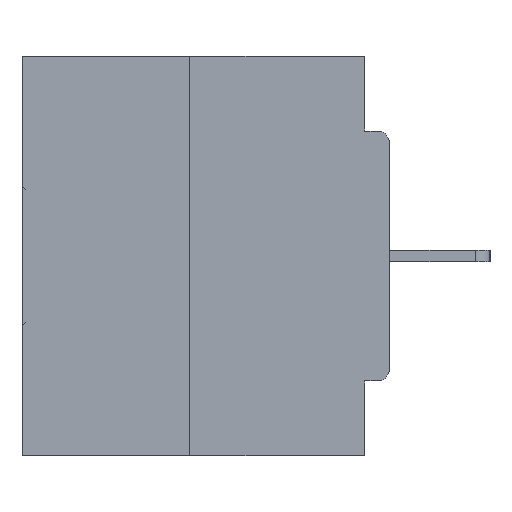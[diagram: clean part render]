
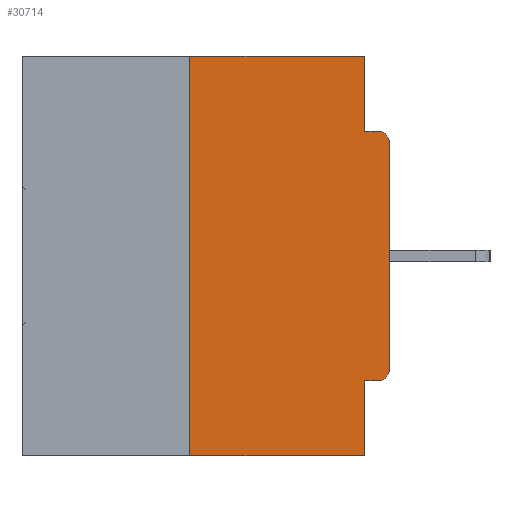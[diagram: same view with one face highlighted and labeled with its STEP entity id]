
A CAD part, left-side view. The second image highlights one B-rep face of the part: STEP entity #30714.
In plain terms, the highlighted planar face has unit normal (-1, 0, 0).
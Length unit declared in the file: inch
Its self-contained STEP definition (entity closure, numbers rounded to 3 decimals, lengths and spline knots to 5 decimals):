
#387 = VECTOR ( 'NONE', #3483, 39.37008 ) ;
#522 = DIRECTION ( 'NONE',  ( 0., 0., -1. ) ) ;
#710 = CARTESIAN_POINT ( 'NONE',  ( 0., 0.031, -0.5 ) ) ;
#968 = DIRECTION ( 'NONE',  ( 0., 1., 0. ) ) ;
#2005 = VERTEX_POINT ( 'NONE', #11717 ) ;
#2066 = DIRECTION ( 'NONE',  ( 0., 0., -1. ) ) ;
#2089 = DIRECTION ( 'NONE',  ( -1., 0., 0. ) ) ;
#2501 = FACE_OUTER_BOUND ( 'NONE', #27213, .T. ) ;
#2786 = AXIS2_PLACEMENT_3D ( 'NONE', #9592, #30026, #522 ) ;
#2874 = ORIENTED_EDGE ( 'NONE', *, *, #34091, .F. ) ;
#2887 = ORIENTED_EDGE ( 'NONE', *, *, #33887, .F. ) ;
#3054 = VECTOR ( 'NONE', #968, 39.37008 ) ;
#3319 = LINE ( 'NONE', #13419, #32554 ) ;
#3483 = DIRECTION ( 'NONE',  ( 0., 0., -1. ) ) ;
#3693 = VERTEX_POINT ( 'NONE', #17321 ) ;
#3904 = CARTESIAN_POINT ( 'NONE',  ( 0., 0.46, 0. ) ) ;
#4030 = LINE ( 'NONE', #17928, #387 ) ;
#4044 = LINE ( 'NONE', #20435, #14534 ) ;
#4649 = CARTESIAN_POINT ( 'NONE',  ( 0., 0.015, -0.3915 ) ) ;
#5719 = DIRECTION ( 'NONE',  ( 0., 0., 1. ) ) ;
#5817 = ORIENTED_EDGE ( 'NONE', *, *, #22947, .F. ) ;
#6267 = VERTEX_POINT ( 'NONE', #15213 ) ;
#7289 = EDGE_CURVE ( 'NONE', #6267, #3693, #11703, .T. ) ;
#7303 = VERTEX_POINT ( 'NONE', #32798 ) ;
#7341 = EDGE_CURVE ( 'NONE', #10859, #2005, #27680, .T. ) ;
#7888 = ORIENTED_EDGE ( 'NONE', *, *, #35667, .T. ) ;
#7931 = VECTOR ( 'NONE', #24266, 39.37008 ) ;
#8052 = AXIS2_PLACEMENT_3D ( 'NONE', #8450, #34407, #2066 ) ;
#8330 = VECTOR ( 'NONE', #5719, 39.37008 ) ;
#8450 = CARTESIAN_POINT ( 'NONE',  ( 0., 0.46, 0. ) ) ;
#8948 = CARTESIAN_POINT ( 'NONE',  ( 0., 0., 0. ) ) ;
#9518 = LINE ( 'NONE', #9955, #9944 ) ;
#9550 = CARTESIAN_POINT ( 'NONE',  ( 0., 0., -0.4065 ) ) ;
#9592 = CARTESIAN_POINT ( 'NONE',  ( 0., 0.015, -0.1085 ) ) ;
#9944 = VECTOR ( 'NONE', #32841, 39.37008 ) ;
#9955 = CARTESIAN_POINT ( 'NONE',  ( 0., 0.25, 0. ) ) ;
#10247 = ORIENTED_EDGE ( 'NONE', *, *, #7289, .F. ) ;
#10859 = VERTEX_POINT ( 'NONE', #24384 ) ;
#11703 = LINE ( 'NONE', #9550, #3054 ) ;
#11717 = CARTESIAN_POINT ( 'NONE',  ( 0., 0.031, 0. ) ) ;
#11762 = CARTESIAN_POINT ( 'NONE',  ( 0., 0.015, -0.0935 ) ) ;
#12444 = CARTESIAN_POINT ( 'NONE',  ( 0., 0., -0.1085 ) ) ;
#12545 = AXIS2_PLACEMENT_3D ( 'NONE', #4649, #2089, #31248 ) ;
#13419 = CARTESIAN_POINT ( 'NONE',  ( 0., 0.031, 0. ) ) ;
#14042 = VERTEX_POINT ( 'NONE', #25870 ) ;
#14534 = VECTOR ( 'NONE', #20193, 39.37008 ) ;
#15213 = CARTESIAN_POINT ( 'NONE',  ( 0., 0.015, -0.4065 ) ) ;
#16443 = DIRECTION ( 'NONE',  ( 0., 0., -1. ) ) ;
#16640 = VERTEX_POINT ( 'NONE', #11762 ) ;
#17321 = CARTESIAN_POINT ( 'NONE',  ( 0., 0.031, -0.4065 ) ) ;
#17928 = CARTESIAN_POINT ( 'NONE',  ( 0., 0.031, -0.5 ) ) ;
#18742 = CIRCLE ( 'NONE', #2786, 0.015 ) ;
#19735 = LINE ( 'NONE', #8948, #8330 ) ;
#20193 = DIRECTION ( 'NONE',  ( 0., -1., 0. ) ) ;
#20435 = CARTESIAN_POINT ( 'NONE',  ( 0., 0.46, -0.5 ) ) ;
#21323 = ORIENTED_EDGE ( 'NONE', *, *, #37342, .F. ) ;
#22659 = VECTOR ( 'NONE', #33145, 39.37008 ) ;
#22947 = EDGE_CURVE ( 'NONE', #31100, #10859, #9518, .T. ) ;
#24266 = DIRECTION ( 'NONE',  ( 0., -1., 0. ) ) ;
#24371 = ORIENTED_EDGE ( 'NONE', *, *, #35170, .T. ) ;
#24384 = CARTESIAN_POINT ( 'NONE',  ( 0., 0.25, 0. ) ) ;
#24498 = VERTEX_POINT ( 'NONE', #12444 ) ;
#25016 = ORIENTED_EDGE ( 'NONE', *, *, #25748, .T. ) ;
#25748 = EDGE_CURVE ( 'NONE', #7303, #24498, #19735, .T. ) ;
#25870 = CARTESIAN_POINT ( 'NONE',  ( 0., 0.031, -0.0935 ) ) ;
#27213 = EDGE_LOOP ( 'NONE', ( #32216, #5817, #33267, #21323, #10247, #7888, #25016, #24371, #2887, #2874 ) ) ;
#27680 = LINE ( 'NONE', #3904, #22659 ) ;
#28772 = EDGE_CURVE ( 'NONE', #31100, #32195, #4044, .T. ) ;
#28892 = PLANE ( 'NONE',  #8052 ) ;
#30026 = DIRECTION ( 'NONE',  ( -1., 0., 0. ) ) ;
#30714 = ADVANCED_FACE ( 'NONE', ( #2501 ), #28892, .F. ) ;
#31100 = VERTEX_POINT ( 'NONE', #33551 ) ;
#31248 = DIRECTION ( 'NONE',  ( 0., 0., -1. ) ) ;
#32195 = VERTEX_POINT ( 'NONE', #710 ) ;
#32216 = ORIENTED_EDGE ( 'NONE', *, *, #7341, .F. ) ;
#32554 = VECTOR ( 'NONE', #16443, 39.37008 ) ;
#32798 = CARTESIAN_POINT ( 'NONE',  ( 0., 0., -0.3915 ) ) ;
#32841 = DIRECTION ( 'NONE',  ( 0., 0., 1. ) ) ;
#33145 = DIRECTION ( 'NONE',  ( 0., -1., 0. ) ) ;
#33267 = ORIENTED_EDGE ( 'NONE', *, *, #28772, .T. ) ;
#33551 = CARTESIAN_POINT ( 'NONE',  ( 0., 0.25, -0.5 ) ) ;
#33842 = CARTESIAN_POINT ( 'NONE',  ( 0., 0., -0.0935 ) ) ;
#33887 = EDGE_CURVE ( 'NONE', #14042, #16640, #36744, .T. ) ;
#34091 = EDGE_CURVE ( 'NONE', #2005, #14042, #3319, .T. ) ;
#34407 = DIRECTION ( 'NONE',  ( 1., 0., 0. ) ) ;
#35162 = CIRCLE ( 'NONE', #12545, 0.015 ) ;
#35170 = EDGE_CURVE ( 'NONE', #24498, #16640, #18742, .T. ) ;
#35667 = EDGE_CURVE ( 'NONE', #6267, #7303, #35162, .T. ) ;
#36744 = LINE ( 'NONE', #33842, #7931 ) ;
#37342 = EDGE_CURVE ( 'NONE', #3693, #32195, #4030, .T. ) ;
